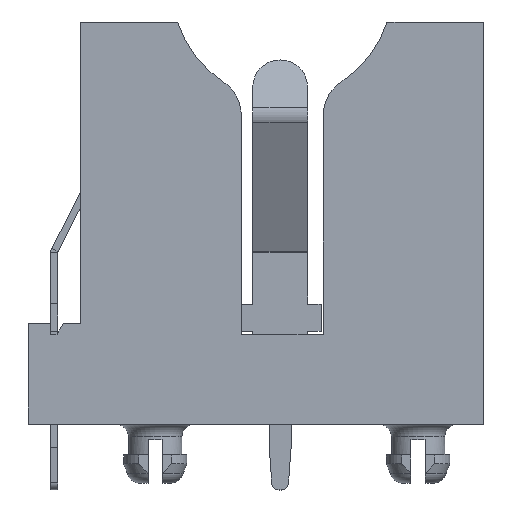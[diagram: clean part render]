
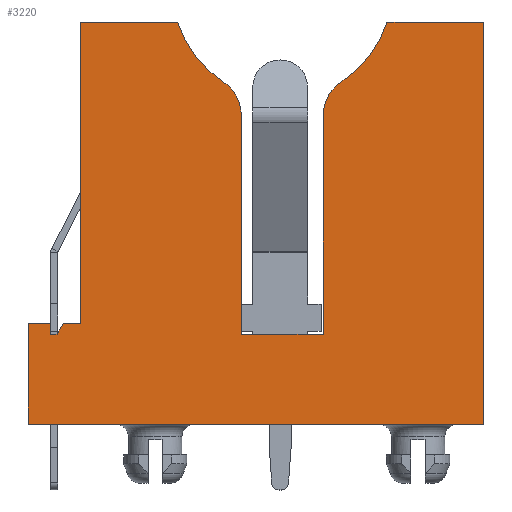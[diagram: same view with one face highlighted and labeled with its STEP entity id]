
A CAD part, top view. The second image highlights one B-rep face of the part: STEP entity #3220.
In plain terms, the highlighted planar face has unit normal (0, 0, 1).
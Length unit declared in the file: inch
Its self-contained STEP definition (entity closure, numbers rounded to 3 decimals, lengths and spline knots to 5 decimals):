
#14 = DIRECTION ( 'NONE',  ( 0., 0., -1. ) ) ;
#64 = ORIENTED_EDGE ( 'NONE', *, *, #4352, .T. ) ;
#68 = DIRECTION ( 'NONE',  ( 0., 1., 0. ) ) ;
#118 = ORIENTED_EDGE ( 'NONE', *, *, #9678, .T. ) ;
#136 = CARTESIAN_POINT ( 'NONE',  ( 0.17643, 0.29931, 0.14768 ) ) ;
#228 = LINE ( 'NONE', #5695, #10910 ) ;
#360 = PLANE ( 'NONE',  #5581 ) ;
#392 = CARTESIAN_POINT ( 'NONE',  ( 0.54293, 0.51289, 0.14768 ) ) ;
#404 = DIRECTION ( 'NONE',  ( 0., 0., 1. ) ) ;
#447 = VECTOR ( 'NONE', #9600, 39.37008 ) ;
#660 = CARTESIAN_POINT ( 'NONE',  ( 0.08293, 0.58717, 0.14768 ) ) ;
#676 = VECTOR ( 'NONE', #3147, 39.37008 ) ;
#821 = LINE ( 'NONE', #8468, #9506 ) ;
#832 = VECTOR ( 'NONE', #4671, 39.37008 ) ;
#940 = VERTEX_POINT ( 'NONE', #8229 ) ;
#1015 = LINE ( 'NONE', #9481, #5244 ) ;
#1086 = DIRECTION ( 'NONE',  ( 0., 0., -1. ) ) ;
#1112 = ORIENTED_EDGE ( 'NONE', *, *, #8928, .F. ) ;
#1118 = VECTOR ( 'NONE', #1612, 39.37008 ) ;
#1177 = CARTESIAN_POINT ( 'NONE',  ( -0.41684, -0.17483, 0.14768 ) ) ;
#1230 = CARTESIAN_POINT ( 'NONE',  ( -0.49723, -0.17483, 0.14768 ) ) ;
#1307 = AXIS2_PLACEMENT_3D ( 'NONE', #8512, #3487, #9356 ) ;
#1377 = LINE ( 'NONE', #1230, #1662 ) ;
#1400 = VERTEX_POINT ( 'NONE', #9522 ) ;
#1507 = AXIS2_PLACEMENT_3D ( 'NONE', #660, #6553, #1532 ) ;
#1532 = DIRECTION ( 'NONE',  ( 1., 0., 0. ) ) ;
#1607 = AXIS2_PLACEMENT_3D ( 'NONE', #6127, #1086, #6960 ) ;
#1612 = DIRECTION ( 'NONE',  ( 0., -1., 0. ) ) ;
#1614 = LINE ( 'NONE', #5084, #5535 ) ;
#1619 = VERTEX_POINT ( 'NONE', #5584 ) ;
#1662 = VECTOR ( 'NONE', #6273, 39.37008 ) ;
#1678 = VERTEX_POINT ( 'NONE', #3937 ) ;
#1749 = VERTEX_POINT ( 'NONE', #10779 ) ;
#1984 = VECTOR ( 'NONE', #8808, 39.37008 ) ;
#2031 = CARTESIAN_POINT ( 'NONE',  ( 0.17643, -0.19983, 0.14768 ) ) ;
#2092 = CARTESIAN_POINT ( 'NONE',  ( -0.37715, -0.19983, 0.14768 ) ) ;
#2231 = CARTESIAN_POINT ( 'NONE',  ( -0.053, 0.37736, 0.14768 ) ) ;
#2296 = EDGE_CURVE ( 'NONE', #10558, #1400, #4213, .T. ) ;
#2297 = CARTESIAN_POINT ( 'NONE',  ( -0.49723, -0.17483, 0.14768 ) ) ;
#2456 = VERTEX_POINT ( 'NONE', #1177 ) ;
#2589 = EDGE_CURVE ( 'NONE', #7847, #8620, #228, .T. ) ;
#2605 = ORIENTED_EDGE ( 'NONE', *, *, #3421, .F. ) ;
#2764 = EDGE_CURVE ( 'NONE', #1619, #5649, #6157, .T. ) ;
#2920 = LINE ( 'NONE', #6484, #676 ) ;
#3037 = CARTESIAN_POINT ( 'NONE',  ( 0.17643, -0.19983, 0.14768 ) ) ;
#3116 = VECTOR ( 'NONE', #4180, 39.37008 ) ;
#3147 = DIRECTION ( 'NONE',  ( 1., 0., 0. ) ) ;
#3220 = ADVANCED_FACE ( 'NONE', ( #6266 ), #360, .T. ) ;
#3421 = EDGE_CURVE ( 'NONE', #4025, #9746, #7188, .T. ) ;
#3431 = CARTESIAN_POINT ( 'NONE',  ( 0.54293, 0.51289, 0.14768 ) ) ;
#3487 = DIRECTION ( 'NONE',  ( 0., 0., 1. ) ) ;
#3489 = ORIENTED_EDGE ( 'NONE', *, *, #8016, .F. ) ;
#3493 = VECTOR ( 'NONE', #7388, 39.37008 ) ;
#3898 = CARTESIAN_POINT ( 'NONE',  ( -0.37715, -0.17483, 0.14768 ) ) ;
#3937 = CARTESIAN_POINT ( 'NONE',  ( -0.44638, -0.17483, 0.14768 ) ) ;
#4008 = VERTEX_POINT ( 'NONE', #3898 ) ;
#4025 = VERTEX_POINT ( 'NONE', #3037 ) ;
#4180 = DIRECTION ( 'NONE',  ( 0., -1., 0. ) ) ;
#4213 = LINE ( 'NONE', #2092, #1984 ) ;
#4266 = DIRECTION ( 'NONE',  ( -1., 0., 0. ) ) ;
#4352 = EDGE_CURVE ( 'NONE', #1678, #9480, #7158, .T. ) ;
#4594 = DIRECTION ( 'NONE',  ( 0., 1., 0. ) ) ;
#4623 = CARTESIAN_POINT ( 'NONE',  ( -0.49723, -0.40483, 0.14768 ) ) ;
#4671 = DIRECTION ( 'NONE',  ( -1., 0., 0. ) ) ;
#4694 = CARTESIAN_POINT ( 'NONE',  ( -0.01057, -0.19983, 0.14768 ) ) ;
#4884 = EDGE_CURVE ( 'NONE', #10626, #4025, #2920, .T. ) ;
#5065 = CARTESIAN_POINT ( 'NONE',  ( -0.10357, 0.29931, 0.14768 ) ) ;
#5084 = CARTESIAN_POINT ( 'NONE',  ( -0.44638, -0.40483, 0.14768 ) ) ;
#5244 = VECTOR ( 'NONE', #10255, 39.37008 ) ;
#5329 = LINE ( 'NONE', #8333, #3116 ) ;
#5448 = CARTESIAN_POINT ( 'NONE',  ( -0.37715, -0.40483, 0.14768 ) ) ;
#5535 = VECTOR ( 'NONE', #5904, 39.37008 ) ;
#5581 = AXIS2_PLACEMENT_3D ( 'NONE', #5448, #404, #6298 ) ;
#5584 = CARTESIAN_POINT ( 'NONE',  ( -0.15578, 0.51289, 0.14768 ) ) ;
#5649 = VERTEX_POINT ( 'NONE', #2231 ) ;
#5670 = ORIENTED_EDGE ( 'NONE', *, *, #2764, .F. ) ;
#5695 = CARTESIAN_POINT ( 'NONE',  ( 0.54293, -0.40483, 0.14768 ) ) ;
#5862 = ORIENTED_EDGE ( 'NONE', *, *, #7972, .T. ) ;
#5885 = DIRECTION ( 'NONE',  ( 1., 0., 0. ) ) ;
#5904 = DIRECTION ( 'NONE',  ( 0., -1., 0. ) ) ;
#5972 = EDGE_CURVE ( 'NONE', #9746, #10167, #9835, .T. ) ;
#5989 = CIRCLE ( 'NONE', #7046, 0.093 ) ;
#6127 = CARTESIAN_POINT ( 'NONE',  ( 0.26943, 0.29931, 0.14768 ) ) ;
#6157 = CIRCLE ( 'NONE', #1507, 0.25 ) ;
#6266 = FACE_OUTER_BOUND ( 'NONE', #10884, .T. ) ;
#6273 = DIRECTION ( 'NONE',  ( -1., 0., 0. ) ) ;
#6298 = DIRECTION ( 'NONE',  ( 1., 0., 0. ) ) ;
#6337 = EDGE_CURVE ( 'NONE', #9480, #7847, #10200, .T. ) ;
#6355 = CARTESIAN_POINT ( 'NONE',  ( -0.44638, -0.19983, 0.14768 ) ) ;
#6380 = CARTESIAN_POINT ( 'NONE',  ( 0.54293, -0.40483, 0.14768 ) ) ;
#6484 = CARTESIAN_POINT ( 'NONE',  ( -0.01057, -0.19983, 0.14768 ) ) ;
#6553 = DIRECTION ( 'NONE',  ( 0., 0., 1. ) ) ;
#6624 = VERTEX_POINT ( 'NONE', #392 ) ;
#6652 = EDGE_CURVE ( 'NONE', #6624, #7330, #9786, .T. ) ;
#6887 = EDGE_CURVE ( 'NONE', #10167, #7330, #7138, .T. ) ;
#6960 = DIRECTION ( 'NONE',  ( -1., 0., 0. ) ) ;
#7046 = AXIS2_PLACEMENT_3D ( 'NONE', #5065, #14, #5885 ) ;
#7138 = CIRCLE ( 'NONE', #1307, 0.25 ) ;
#7158 = LINE ( 'NONE', #8754, #447 ) ;
#7188 = LINE ( 'NONE', #2031, #9420 ) ;
#7330 = VERTEX_POINT ( 'NONE', #9560 ) ;
#7388 = DIRECTION ( 'NONE',  ( 0., -1., 0. ) ) ;
#7506 = ORIENTED_EDGE ( 'NONE', *, *, #2296, .F. ) ;
#7726 = EDGE_CURVE ( 'NONE', #1400, #2456, #1015, .T. ) ;
#7830 = LINE ( 'NONE', #9178, #1118 ) ;
#7847 = VERTEX_POINT ( 'NONE', #4623 ) ;
#7887 = ORIENTED_EDGE ( 'NONE', *, *, #7726, .F. ) ;
#7955 = LINE ( 'NONE', #3431, #9939 ) ;
#7972 = EDGE_CURVE ( 'NONE', #1749, #4008, #7830, .T. ) ;
#8016 = EDGE_CURVE ( 'NONE', #940, #10626, #5329, .T. ) ;
#8165 = EDGE_CURVE ( 'NONE', #1619, #1749, #7955, .T. ) ;
#8229 = CARTESIAN_POINT ( 'NONE',  ( -0.01057, 0.29931, 0.14768 ) ) ;
#8315 = CARTESIAN_POINT ( 'NONE',  ( 0.21886, 0.37736, 0.14768 ) ) ;
#8333 = CARTESIAN_POINT ( 'NONE',  ( -0.01057, -0.19983, 0.14768 ) ) ;
#8402 = ORIENTED_EDGE ( 'NONE', *, *, #2589, .T. ) ;
#8468 = CARTESIAN_POINT ( 'NONE',  ( 0.54293, -0.40483, 0.14768 ) ) ;
#8512 = CARTESIAN_POINT ( 'NONE',  ( 0.08293, 0.58717, 0.14768 ) ) ;
#8620 = VERTEX_POINT ( 'NONE', #6380 ) ;
#8754 = CARTESIAN_POINT ( 'NONE',  ( -0.49723, -0.17483, 0.14768 ) ) ;
#8807 = ORIENTED_EDGE ( 'NONE', *, *, #6887, .F. ) ;
#8808 = DIRECTION ( 'NONE',  ( 1., 0., 0. ) ) ;
#8849 = CARTESIAN_POINT ( 'NONE',  ( 0.54293, 0.51289, 0.14768 ) ) ;
#8928 = EDGE_CURVE ( 'NONE', #1678, #10558, #1614, .T. ) ;
#9004 = ORIENTED_EDGE ( 'NONE', *, *, #8165, .T. ) ;
#9105 = EDGE_CURVE ( 'NONE', #5649, #940, #5989, .T. ) ;
#9119 = ORIENTED_EDGE ( 'NONE', *, *, #6652, .T. ) ;
#9178 = CARTESIAN_POINT ( 'NONE',  ( -0.37715, 0.51289, 0.14768 ) ) ;
#9295 = EDGE_CURVE ( 'NONE', #4008, #2456, #1377, .T. ) ;
#9356 = DIRECTION ( 'NONE',  ( 1., 0., 0. ) ) ;
#9420 = VECTOR ( 'NONE', #4594, 39.37008 ) ;
#9470 = ORIENTED_EDGE ( 'NONE', *, *, #5972, .F. ) ;
#9480 = VERTEX_POINT ( 'NONE', #2297 ) ;
#9481 = CARTESIAN_POINT ( 'NONE',  ( -0.50651, -0.33014, 0.14768 ) ) ;
#9506 = VECTOR ( 'NONE', #68, 39.37008 ) ;
#9522 = CARTESIAN_POINT ( 'NONE',  ( -0.43127, -0.19983, 0.14768 ) ) ;
#9560 = CARTESIAN_POINT ( 'NONE',  ( 0.32164, 0.51289, 0.14768 ) ) ;
#9600 = DIRECTION ( 'NONE',  ( -1., 0., 0. ) ) ;
#9678 = EDGE_CURVE ( 'NONE', #8620, #6624, #821, .T. ) ;
#9746 = VERTEX_POINT ( 'NONE', #136 ) ;
#9759 = ORIENTED_EDGE ( 'NONE', *, *, #4884, .F. ) ;
#9786 = LINE ( 'NONE', #8849, #832 ) ;
#9835 = CIRCLE ( 'NONE', #1607, 0.093 ) ;
#9939 = VECTOR ( 'NONE', #4266, 39.37008 ) ;
#10167 = VERTEX_POINT ( 'NONE', #8315 ) ;
#10200 = LINE ( 'NONE', #10760, #3493 ) ;
#10255 = DIRECTION ( 'NONE',  ( 0.5, 0.866, 0. ) ) ;
#10311 = ORIENTED_EDGE ( 'NONE', *, *, #9295, .T. ) ;
#10558 = VERTEX_POINT ( 'NONE', #6355 ) ;
#10626 = VERTEX_POINT ( 'NONE', #4694 ) ;
#10629 = ORIENTED_EDGE ( 'NONE', *, *, #9105, .F. ) ;
#10728 = DIRECTION ( 'NONE',  ( 1., 0., 0. ) ) ;
#10760 = CARTESIAN_POINT ( 'NONE',  ( -0.49723, -0.40483, 0.14768 ) ) ;
#10779 = CARTESIAN_POINT ( 'NONE',  ( -0.37715, 0.51289, 0.14768 ) ) ;
#10846 = ORIENTED_EDGE ( 'NONE', *, *, #6337, .T. ) ;
#10884 = EDGE_LOOP ( 'NONE', ( #1112, #64, #10846, #8402, #118, #9119, #8807, #9470, #2605, #9759, #3489, #10629, #5670, #9004, #5862, #10311, #7887, #7506 ) ) ;
#10910 = VECTOR ( 'NONE', #10728, 39.37008 ) ;
